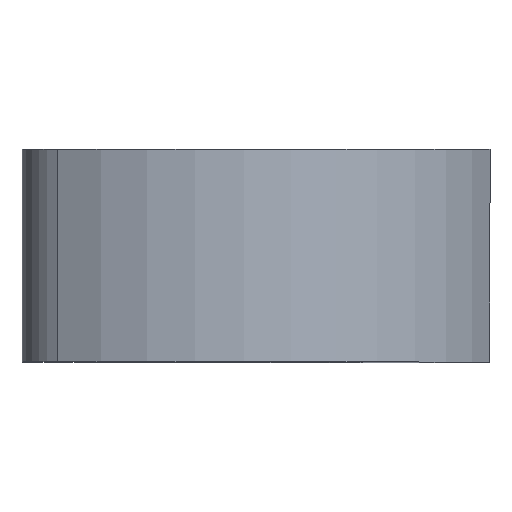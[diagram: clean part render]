
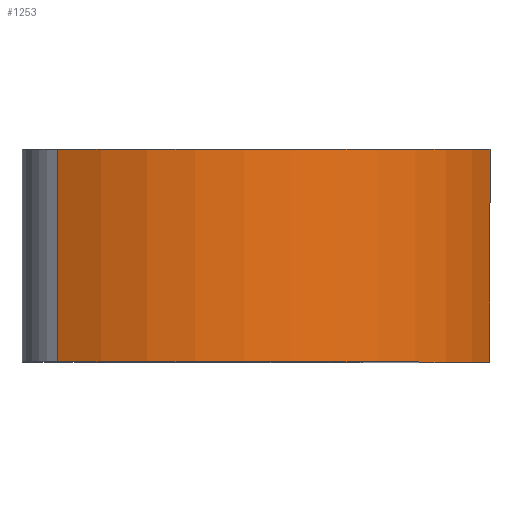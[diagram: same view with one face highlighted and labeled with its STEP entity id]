
A CAD part, top view. The second image highlights one B-rep face of the part: STEP entity #1253.
In plain terms, the highlighted cylindrical face has radius 21 mm (diameter 42 mm), a partial arc.
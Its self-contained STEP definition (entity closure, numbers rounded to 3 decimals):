
#180 = CIRCLE ( 'NONE', #3227, 21. ) ;
#362 = ORIENTED_EDGE ( 'NONE', *, *, #5758, .T. ) ;
#457 = CARTESIAN_POINT ( 'NONE',  ( 17.592, -10.418, 48.403 ) ) ;
#609 = DIRECTION ( 'NONE',  ( 0., 1., 0. ) ) ;
#916 = CARTESIAN_POINT ( 'NONE',  ( 17.592, 4.582, 48.403 ) ) ;
#1057 = EDGE_CURVE ( 'NONE', #5778, #3556, #2248, .T. ) ;
#1095 = AXIS2_PLACEMENT_3D ( 'NONE', #4342, #4313, #2405 ) ;
#1153 = DIRECTION ( 'NONE',  ( 0., 0., 1. ) ) ;
#1253 = ADVANCED_FACE ( 'NONE', ( #3809 ), #3333, .T. ) ;
#1706 = EDGE_CURVE ( 'NONE', #3556, #3295, #180, .T. ) ;
#1709 = VECTOR ( 'NONE', #2852, 1000. ) ;
#2248 = LINE ( 'NONE', #4664, #5595 ) ;
#2405 = DIRECTION ( 'NONE',  ( 0., 0., -1. ) ) ;
#2563 = EDGE_LOOP ( 'NONE', ( #4497, #362, #3019, #6077 ) ) ;
#2852 = DIRECTION ( 'NONE',  ( 0., 1., 0. ) ) ;
#3019 = ORIENTED_EDGE ( 'NONE', *, *, #6058, .F. ) ;
#3034 = CARTESIAN_POINT ( 'NONE',  ( -12.908, 4.582, 60.187 ) ) ;
#3040 = DIRECTION ( 'NONE',  ( 0., 0., 1. ) ) ;
#3227 = AXIS2_PLACEMENT_3D ( 'NONE', #3501, #609, #1153 ) ;
#3295 = VERTEX_POINT ( 'NONE', #457 ) ;
#3333 = CYLINDRICAL_SURFACE ( 'NONE', #1095, 21. ) ;
#3501 = CARTESIAN_POINT ( 'NONE',  ( -2.408, -10.418, 42. ) ) ;
#3556 = VERTEX_POINT ( 'NONE', #6201 ) ;
#3809 = FACE_OUTER_BOUND ( 'NONE', #2563, .T. ) ;
#4304 = CARTESIAN_POINT ( 'NONE',  ( 17.592, 4.582, 48.403 ) ) ;
#4313 = DIRECTION ( 'NONE',  ( 0., -1., 0. ) ) ;
#4338 = VERTEX_POINT ( 'NONE', #4304 ) ;
#4342 = CARTESIAN_POINT ( 'NONE',  ( -2.408, 4.582, 42. ) ) ;
#4448 = AXIS2_PLACEMENT_3D ( 'NONE', #5335, #5870, #3040 ) ;
#4497 = ORIENTED_EDGE ( 'NONE', *, *, #1706, .T. ) ;
#4664 = CARTESIAN_POINT ( 'NONE',  ( -12.908, 4.582, 60.187 ) ) ;
#4953 = CIRCLE ( 'NONE', #4448, 21. ) ;
#5266 = LINE ( 'NONE', #916, #1709 ) ;
#5335 = CARTESIAN_POINT ( 'NONE',  ( -2.408, 4.582, 42. ) ) ;
#5595 = VECTOR ( 'NONE', #6129, 1000. ) ;
#5758 = EDGE_CURVE ( 'NONE', #3295, #4338, #5266, .T. ) ;
#5778 = VERTEX_POINT ( 'NONE', #3034 ) ;
#5870 = DIRECTION ( 'NONE',  ( 0., 1., 0. ) ) ;
#6058 = EDGE_CURVE ( 'NONE', #5778, #4338, #4953, .T. ) ;
#6077 = ORIENTED_EDGE ( 'NONE', *, *, #1057, .T. ) ;
#6129 = DIRECTION ( 'NONE',  ( 0., -1., 0. ) ) ;
#6201 = CARTESIAN_POINT ( 'NONE',  ( -12.908, -10.418, 60.187 ) ) ;
